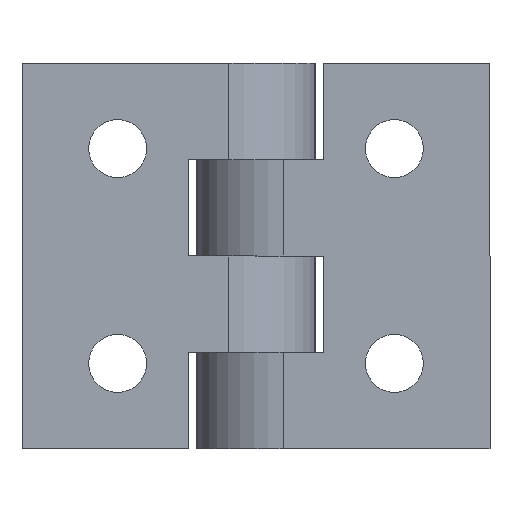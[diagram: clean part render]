
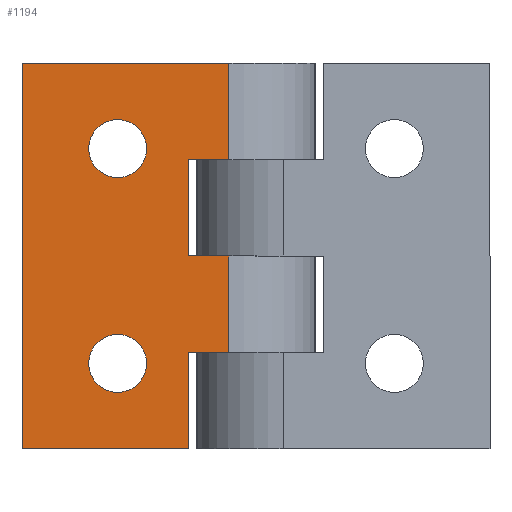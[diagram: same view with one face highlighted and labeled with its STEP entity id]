
A CAD part, front view. The second image highlights one B-rep face of the part: STEP entity #1194.
In plain terms, the highlighted planar face has unit normal (0, -1, 0).
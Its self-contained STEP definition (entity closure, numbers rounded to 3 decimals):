
#3 = ORIENTED_EDGE ( 'NONE', *, *, #306, .F. ) ;
#16 = DIRECTION ( 'NONE',  ( 0., 0., 1. ) ) ;
#37 = CARTESIAN_POINT ( 'NONE',  ( -15.776, -9.25, -34.25 ) ) ;
#52 = CARTESIAN_POINT ( 'NONE',  ( -26.676, -9.25, -44. ) ) ;
#62 = CARTESIAN_POINT ( 'NONE',  ( -3.105, -9.25, 0. ) ) ;
#77 = DIRECTION ( 'NONE',  ( 0., 1., 0. ) ) ;
#89 = DIRECTION ( 'NONE',  ( 0., 0., 1. ) ) ;
#98 = CARTESIAN_POINT ( 'NONE',  ( -15.776, -9.25, -9.75 ) ) ;
#115 = CARTESIAN_POINT ( 'NONE',  ( -15.776, -9.25, -6.45 ) ) ;
#121 = DIRECTION ( 'NONE',  ( 0., 0., -1. ) ) ;
#126 = CARTESIAN_POINT ( 'NONE',  ( -15.776, -9.25, -37.55 ) ) ;
#146 = DIRECTION ( 'NONE',  ( 0., 1., 0. ) ) ;
#148 = CARTESIAN_POINT ( 'NONE',  ( -7.75, -9.25, -44. ) ) ;
#158 = FACE_BOUND ( 'NONE', #514, .T. ) ;
#159 = FACE_BOUND ( 'NONE', #529, .T. ) ;
#160 = FACE_OUTER_BOUND ( 'NONE', #556, .T. ) ;
#291 = CARTESIAN_POINT ( 'NONE',  ( -15.776, -9.25, -30.95 ) ) ;
#295 = EDGE_CURVE ( 'NONE', #1070, #1275, #1096, .T. ) ;
#299 = EDGE_CURVE ( 'NONE', #1275, #1050, #1099, .T. ) ;
#306 = EDGE_CURVE ( 'NONE', #1268, #1246, #1284, .T. ) ;
#318 = EDGE_CURVE ( 'NONE', #1264, #1257, #1104, .T. ) ;
#320 = EDGE_CURVE ( 'NONE', #1070, #1260, #1303, .T. ) ;
#323 = AXIS2_PLACEMENT_3D ( 'NONE', #1165, #1157, #1116 ) ;
#324 = EDGE_CURVE ( 'NONE', #1271, #1280, #1102, .T. ) ;
#325 = AXIS2_PLACEMENT_3D ( 'NONE', #98, #77, #89 ) ;
#357 = AXIS2_PLACEMENT_3D ( 'NONE', #1151, #1128, #1113 ) ;
#380 = EDGE_CURVE ( 'NONE', #1268, #1050, #698, .T. ) ;
#382 = EDGE_CURVE ( 'NONE', #1264, #1280, #701, .T. ) ;
#383 = AXIS2_PLACEMENT_3D ( 'NONE', #894, #852, #872 ) ;
#403 = EDGE_CURVE ( 'NONE', #1253, #1055, #728, .T. ) ;
#405 = EDGE_CURVE ( 'NONE', #1246, #1271, #730, .T. ) ;
#427 = EDGE_CURVE ( 'NONE', #1076, #1243, #747, .T. ) ;
#467 = EDGE_CURVE ( 'NONE', #1257, #1260, #771, .T. ) ;
#470 = AXIS2_PLACEMENT_3D ( 'NONE', #37, #146, #16 ) ;
#494 = CARTESIAN_POINT ( 'NONE',  ( -6.676, -9.25, -22. ) ) ;
#501 = DIRECTION ( 'NONE',  ( 1., 0., 0. ) ) ;
#514 = EDGE_LOOP ( 'NONE', ( #1017, #1027 ) ) ;
#529 = EDGE_LOOP ( 'NONE', ( #977, #992 ) ) ;
#556 = EDGE_LOOP ( 'NONE', ( #986, #1015, #1013, #983, #1021, #3, #976, #1023, #981, #1298 ) ) ;
#560 = DIRECTION ( 'NONE',  ( 1., 0., 0. ) ) ;
#586 = CARTESIAN_POINT ( 'NONE',  ( -6.676, -9.25, -44. ) ) ;
#590 = CARTESIAN_POINT ( 'NONE',  ( -7.75, -9.25, -33. ) ) ;
#591 = CARTESIAN_POINT ( 'NONE',  ( -7.75, -9.25, -44. ) ) ;
#595 = CARTESIAN_POINT ( 'NONE',  ( -3.105, -9.25, -33. ) ) ;
#599 = CARTESIAN_POINT ( 'NONE',  ( -3.105, -9.25, -11. ) ) ;
#602 = CARTESIAN_POINT ( 'NONE',  ( -7.75, -9.25, -22. ) ) ;
#606 = CARTESIAN_POINT ( 'NONE',  ( -26.676, -9.25, 0. ) ) ;
#611 = CARTESIAN_POINT ( 'NONE',  ( -3.105, -9.25, -22. ) ) ;
#698 = LINE ( 'NONE', #1234, #700 ) ;
#700 = VECTOR ( 'NONE', #1235, 1000. ) ;
#701 = LINE ( 'NONE', #1312, #703 ) ;
#703 = VECTOR ( 'NONE', #1305, 1000. ) ;
#728 = CIRCLE ( 'NONE', #323, 3.3 ) ;
#730 = LINE ( 'NONE', #1117, #731 ) ;
#731 = VECTOR ( 'NONE', #1121, 1000. ) ;
#747 = CIRCLE ( 'NONE', #357, 3.3 ) ;
#771 = LINE ( 'NONE', #148, #773 ) ;
#773 = VECTOR ( 'NONE', #121, 1000. ) ;
#789 = CIRCLE ( 'NONE', #325, 3.3 ) ;
#795 = CIRCLE ( 'NONE', #470, 3.3 ) ;
#852 = DIRECTION ( 'NONE',  ( 0., -1., 0. ) ) ;
#872 = DIRECTION ( 'NONE',  ( 0., 0., -1. ) ) ;
#886 = PLANE ( 'NONE',  #383 ) ;
#894 = CARTESIAN_POINT ( 'NONE',  ( -6.676, -9.25, -44. ) ) ;
#924 = EDGE_CURVE ( 'NONE', #1055, #1253, #789, .T. ) ;
#928 = EDGE_CURVE ( 'NONE', #1243, #1076, #795, .T. ) ;
#976 = ORIENTED_EDGE ( 'NONE', *, *, #380, .T. ) ;
#977 = ORIENTED_EDGE ( 'NONE', *, *, #924, .T. ) ;
#981 = ORIENTED_EDGE ( 'NONE', *, *, #295, .F. ) ;
#983 = ORIENTED_EDGE ( 'NONE', *, *, #324, .F. ) ;
#986 = ORIENTED_EDGE ( 'NONE', *, *, #467, .F. ) ;
#992 = ORIENTED_EDGE ( 'NONE', *, *, #403, .T. ) ;
#1013 = ORIENTED_EDGE ( 'NONE', *, *, #382, .T. ) ;
#1015 = ORIENTED_EDGE ( 'NONE', *, *, #318, .F. ) ;
#1017 = ORIENTED_EDGE ( 'NONE', *, *, #928, .T. ) ;
#1021 = ORIENTED_EDGE ( 'NONE', *, *, #405, .F. ) ;
#1023 = ORIENTED_EDGE ( 'NONE', *, *, #299, .F. ) ;
#1027 = ORIENTED_EDGE ( 'NONE', *, *, #427, .T. ) ;
#1031 = CARTESIAN_POINT ( 'NONE',  ( -15.776, -9.25, -13.05 ) ) ;
#1040 = CARTESIAN_POINT ( 'NONE',  ( -6.676, -9.25, -33. ) ) ;
#1042 = DIRECTION ( 'NONE',  ( -1., 0., 0. ) ) ;
#1049 = CARTESIAN_POINT ( 'NONE',  ( -6.676, -9.25, 0. ) ) ;
#1050 = VERTEX_POINT ( 'NONE', #62 ) ;
#1055 = VERTEX_POINT ( 'NONE', #115 ) ;
#1057 = DIRECTION ( 'NONE',  ( 0., 0., 1. ) ) ;
#1062 = DIRECTION ( 'NONE',  ( 1., 0., 0. ) ) ;
#1070 = VERTEX_POINT ( 'NONE', #52 ) ;
#1072 = CARTESIAN_POINT ( 'NONE',  ( -6.676, -9.25, -11. ) ) ;
#1075 = DIRECTION ( 'NONE',  ( -1., 0., 0. ) ) ;
#1076 = VERTEX_POINT ( 'NONE', #126 ) ;
#1077 = CARTESIAN_POINT ( 'NONE',  ( -26.676, -9.25, -44. ) ) ;
#1096 = LINE ( 'NONE', #1077, #1098 ) ;
#1098 = VECTOR ( 'NONE', #1057, 1000. ) ;
#1099 = LINE ( 'NONE', #1049, #1100 ) ;
#1100 = VECTOR ( 'NONE', #1062, 1000. ) ;
#1101 = VECTOR ( 'NONE', #560, 1000. ) ;
#1102 = LINE ( 'NONE', #494, #1101 ) ;
#1103 = VECTOR ( 'NONE', #1075, 1000. ) ;
#1104 = LINE ( 'NONE', #1040, #1103 ) ;
#1106 = CARTESIAN_POINT ( 'NONE',  ( -7.75, -9.25, -11. ) ) ;
#1113 = DIRECTION ( 'NONE',  ( 0., 0., 1. ) ) ;
#1116 = DIRECTION ( 'NONE',  ( 0., 0., 1. ) ) ;
#1117 = CARTESIAN_POINT ( 'NONE',  ( -7.75, -9.25, -44. ) ) ;
#1121 = DIRECTION ( 'NONE',  ( 0., 0., -1. ) ) ;
#1128 = DIRECTION ( 'NONE',  ( 0., 1., 0. ) ) ;
#1151 = CARTESIAN_POINT ( 'NONE',  ( -15.776, -9.25, -34.25 ) ) ;
#1157 = DIRECTION ( 'NONE',  ( 0., 1., 0. ) ) ;
#1165 = CARTESIAN_POINT ( 'NONE',  ( -15.776, -9.25, -9.75 ) ) ;
#1194 = ADVANCED_FACE ( 'NONE', ( #158, #159, #160 ), #886, .T. ) ;
#1234 = CARTESIAN_POINT ( 'NONE',  ( -3.105, -9.25, -44. ) ) ;
#1235 = DIRECTION ( 'NONE',  ( 0., 0., 1. ) ) ;
#1243 = VERTEX_POINT ( 'NONE', #291 ) ;
#1246 = VERTEX_POINT ( 'NONE', #1106 ) ;
#1253 = VERTEX_POINT ( 'NONE', #1031 ) ;
#1257 = VERTEX_POINT ( 'NONE', #590 ) ;
#1260 = VERTEX_POINT ( 'NONE', #591 ) ;
#1264 = VERTEX_POINT ( 'NONE', #595 ) ;
#1268 = VERTEX_POINT ( 'NONE', #599 ) ;
#1271 = VERTEX_POINT ( 'NONE', #602 ) ;
#1275 = VERTEX_POINT ( 'NONE', #606 ) ;
#1280 = VERTEX_POINT ( 'NONE', #611 ) ;
#1284 = LINE ( 'NONE', #1072, #1286 ) ;
#1286 = VECTOR ( 'NONE', #1042, 1000. ) ;
#1298 = ORIENTED_EDGE ( 'NONE', *, *, #320, .T. ) ;
#1303 = LINE ( 'NONE', #586, #1304 ) ;
#1304 = VECTOR ( 'NONE', #501, 1000. ) ;
#1305 = DIRECTION ( 'NONE',  ( 0., 0., 1. ) ) ;
#1312 = CARTESIAN_POINT ( 'NONE',  ( -3.105, -9.25, -44. ) ) ;
